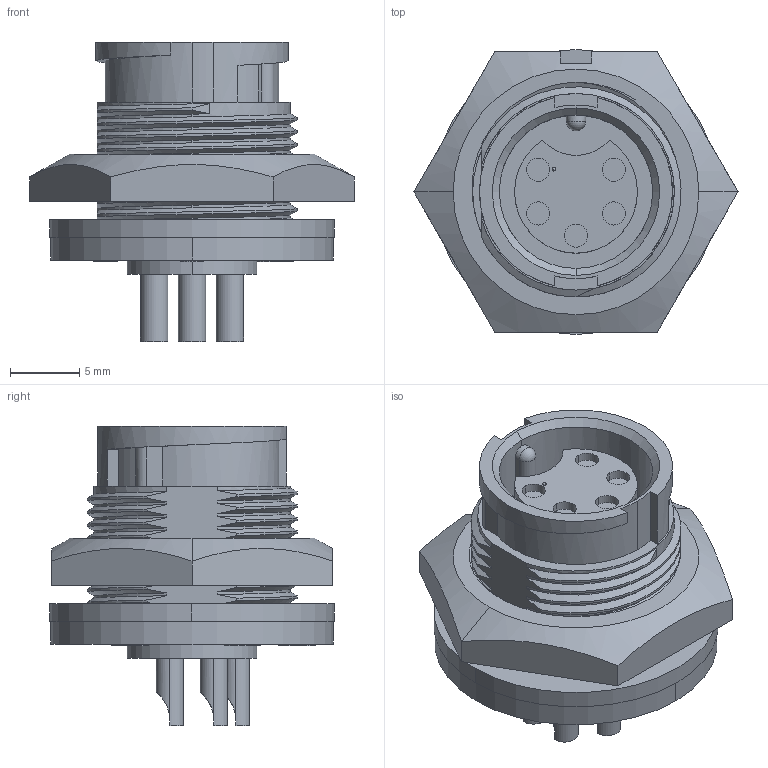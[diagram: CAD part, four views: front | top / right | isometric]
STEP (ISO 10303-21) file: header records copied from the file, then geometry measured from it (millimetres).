
FILE_DESCRIPTION (( 'STEP AP214' ), '1' );
FILE_NAME ('7282-5SG-300.STEP', '2012-08-09T20:28:26', ( 'J0FPBF1' ), ( '' ), 'SwSTEP 2.0', 'SolidWorks 2011', '' );
FILE_SCHEMA (( 'AUTOMOTIVE_DESIGN' ));
Length unit declared in the file: inch
Products named in the file (1): 7282-5SG-300
Bounding box: 23.46 x 20.62 x 21.64 mm (x, y, z)
Volume: 3231.3 mm3; surface area: 3084.3 mm2
Topology: 2 solids, 2 shells, 265 faces, 709 edges, 469 vertices
Faces by surface type: plane 100, cylinder 94, bspline 65, cone 4, sphere 2
Entity records: 16272 total; most frequent: CARTESIAN_POINT 10350, ORIENTED_EDGE 1410, DIRECTION 939, EDGE_CURVE 705, VERTEX_POINT 467, VECTOR 359, LINE 359, AXIS2_PLACEMENT_3D 290
